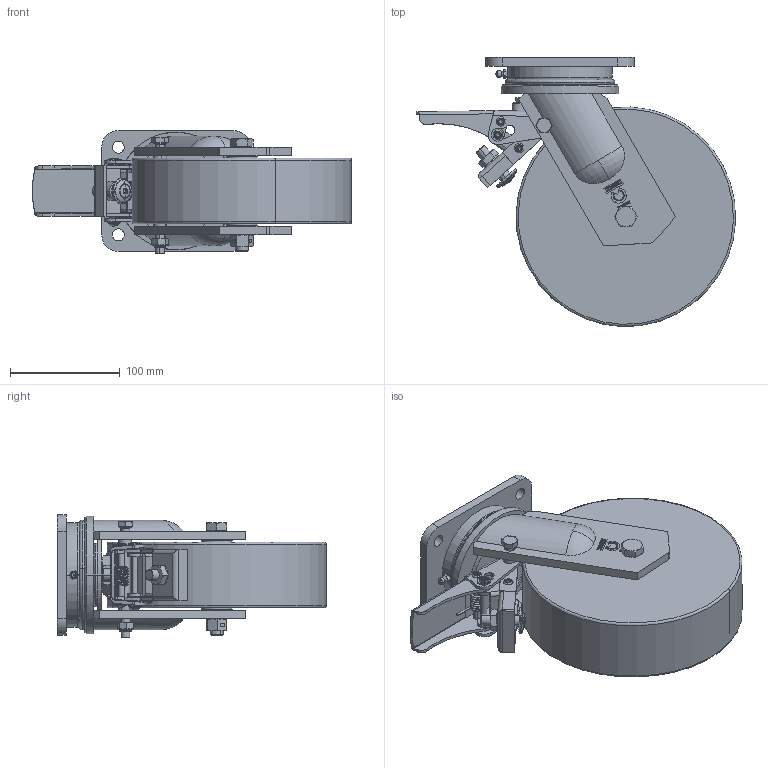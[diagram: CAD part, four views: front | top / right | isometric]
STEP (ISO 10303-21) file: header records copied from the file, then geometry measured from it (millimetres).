
FILE_DESCRIPTION (( 'STEP AP214' ), '1' );
FILE_NAME ('0019274_L-HB-STS-200-K-3-DSV.STEP', '2015-08-06T12:57:05', ( '' ), ( '' ), 'SwSTEP 2.0', 'SolidWorks 2014', '' );
FILE_SCHEMA (( 'AUTOMOTIVE_DESIGN' ));
Length unit declared in the file: millimetre
Products named in the file (2): 0019274_L-HB-STS-200-K-3-DSV
Bounding box: 290.54 x 244.92 x 111.8 mm (x, y, z)
Volume: 2424921 mm3; surface area: 326759.3 mm2
Topology: 45 solids, 45 shells, 1305 faces, 3194 edges, 2032 vertices
Faces by surface type: plane 541, cylinder 307, bspline 228, cone 115, torus 108, sphere 6
Entity records: 60219 total; most frequent: CARTESIAN_POINT 16728, ORIENTED_EDGE 6354, DIRECTION 5144, EDGE_CURVE 3177, VERTEX_POINT 2031, AXIS2_PLACEMENT_3D 1967, EDGE_LOOP 1486, UNCERTAINTY_MEASURE_WITH_UNIT 1352
